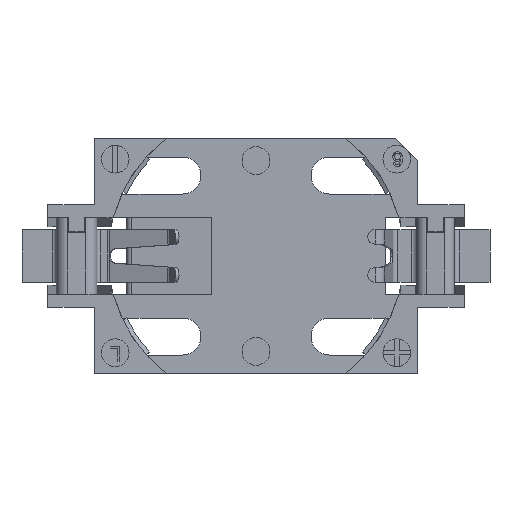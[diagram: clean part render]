
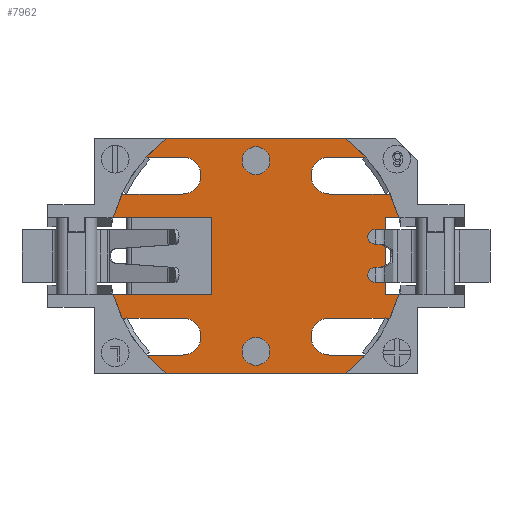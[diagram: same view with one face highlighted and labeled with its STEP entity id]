
A CAD part, top view. The second image highlights one B-rep face of the part: STEP entity #7962.
In plain terms, the highlighted planar face has unit normal (0, 0, 1).
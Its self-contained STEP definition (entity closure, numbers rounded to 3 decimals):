
#136=CIRCLE('',#8189,0.95);
#138=CIRCLE('',#8193,0.95);
#168=CIRCLE('',#8293,1.263);
#169=CIRCLE('',#8297,1.263);
#172=CIRCLE('',#8303,1.263);
#173=CIRCLE('',#8307,1.263);
#183=CIRCLE('',#8342,10.075);
#184=CIRCLE('',#8343,10.075);
#185=CIRCLE('',#8344,10.075);
#186=CIRCLE('',#8345,10.075);
#187=CIRCLE('',#8346,10.075);
#188=CIRCLE('',#8347,10.075);
#189=CIRCLE('',#8348,10.075);
#190=CIRCLE('',#8349,10.075);
#935=ORIENTED_EDGE('',*,*,#2126,.F.);
#936=ORIENTED_EDGE('',*,*,#2300,.T.);
#937=ORIENTED_EDGE('',*,*,#2440,.F.);
#938=ORIENTED_EDGE('',*,*,#2344,.T.);
#939=ORIENTED_EDGE('',*,*,#2341,.T.);
#940=ORIENTED_EDGE('',*,*,#2338,.T.);
#941=ORIENTED_EDGE('',*,*,#2441,.F.);
#942=ORIENTED_EDGE('',*,*,#2429,.F.);
#943=ORIENTED_EDGE('',*,*,#2442,.F.);
#944=ORIENTED_EDGE('',*,*,#2345,.F.);
#945=ORIENTED_EDGE('',*,*,#2349,.T.);
#946=ORIENTED_EDGE('',*,*,#2352,.F.);
#947=ORIENTED_EDGE('',*,*,#2443,.F.);
#948=ORIENTED_EDGE('',*,*,#2375,.F.);
#949=ORIENTED_EDGE('',*,*,#2379,.F.);
#950=ORIENTED_EDGE('',*,*,#2382,.F.);
#951=ORIENTED_EDGE('',*,*,#2444,.F.);
#952=ORIENTED_EDGE('',*,*,#2364,.T.);
#953=ORIENTED_EDGE('',*,*,#2361,.T.);
#954=ORIENTED_EDGE('',*,*,#2358,.T.);
#955=ORIENTED_EDGE('',*,*,#2445,.F.);
#956=ORIENTED_EDGE('',*,*,#2407,.F.);
#957=ORIENTED_EDGE('',*,*,#2446,.F.);
#958=ORIENTED_EDGE('',*,*,#2365,.F.);
#959=ORIENTED_EDGE('',*,*,#2369,.T.);
#960=ORIENTED_EDGE('',*,*,#2372,.F.);
#961=ORIENTED_EDGE('',*,*,#2447,.F.);
#962=ORIENTED_EDGE('',*,*,#2307,.T.);
#963=ORIENTED_EDGE('',*,*,#2118,.T.);
#964=ORIENTED_EDGE('',*,*,#2116,.T.);
#2116=EDGE_CURVE('',#2942,#2942,#136,.T.);
#2118=EDGE_CURVE('',#2944,#2944,#138,.T.);
#2126=EDGE_CURVE('',#2952,#2950,#3480,.T.);
#2300=EDGE_CURVE('',#2952,#3073,#3632,.T.);
#2307=EDGE_CURVE('',#3076,#2950,#3639,.T.);
#2338=EDGE_CURVE('',#3100,#3103,#3666,.T.);
#2341=EDGE_CURVE('',#3104,#3100,#168,.T.);
#2344=EDGE_CURVE('',#3106,#3104,#3670,.T.);
#2345=EDGE_CURVE('',#3108,#3109,#3671,.T.);
#2349=EDGE_CURVE('',#3108,#3112,#169,.T.);
#2352=EDGE_CURVE('',#3114,#3112,#3676,.T.);
#2358=EDGE_CURVE('',#3116,#3119,#3682,.T.);
#2361=EDGE_CURVE('',#3120,#3116,#172,.T.);
#2364=EDGE_CURVE('',#3122,#3120,#3686,.T.);
#2365=EDGE_CURVE('',#3124,#3125,#3687,.T.);
#2369=EDGE_CURVE('',#3124,#3128,#173,.T.);
#2372=EDGE_CURVE('',#3130,#3128,#3692,.T.);
#2375=EDGE_CURVE('',#3132,#3133,#3695,.T.);
#2379=EDGE_CURVE('',#3136,#3132,#3699,.T.);
#2382=EDGE_CURVE('',#3138,#3136,#3702,.T.);
#2407=EDGE_CURVE('',#3159,#3160,#3719,.T.);
#2429=EDGE_CURVE('',#3174,#3175,#3741,.T.);
#2440=EDGE_CURVE('',#3106,#3073,#183,.T.);
#2441=EDGE_CURVE('',#3175,#3103,#184,.T.);
#2442=EDGE_CURVE('',#3109,#3174,#185,.T.);
#2443=EDGE_CURVE('',#3133,#3114,#186,.T.);
#2444=EDGE_CURVE('',#3122,#3138,#187,.T.);
#2445=EDGE_CURVE('',#3160,#3119,#188,.T.);
#2446=EDGE_CURVE('',#3125,#3159,#189,.T.);
#2447=EDGE_CURVE('',#3076,#3130,#190,.T.);
#2942=VERTEX_POINT('',#10663);
#2944=VERTEX_POINT('',#10669);
#2950=VERTEX_POINT('',#10682);
#2952=VERTEX_POINT('',#10686);
#3073=VERTEX_POINT('',#11043);
#3076=VERTEX_POINT('',#11051);
#3100=VERTEX_POINT('',#11111);
#3103=VERTEX_POINT('',#11116);
#3104=VERTEX_POINT('',#11120);
#3106=VERTEX_POINT('',#11126);
#3108=VERTEX_POINT('',#11132);
#3109=VERTEX_POINT('',#11133);
#3112=VERTEX_POINT('',#11141);
#3114=VERTEX_POINT('',#11147);
#3116=VERTEX_POINT('',#11153);
#3119=VERTEX_POINT('',#11158);
#3120=VERTEX_POINT('',#11162);
#3122=VERTEX_POINT('',#11168);
#3124=VERTEX_POINT('',#11174);
#3125=VERTEX_POINT('',#11175);
#3128=VERTEX_POINT('',#11183);
#3130=VERTEX_POINT('',#11189);
#3132=VERTEX_POINT('',#11195);
#3133=VERTEX_POINT('',#11196);
#3136=VERTEX_POINT('',#11204);
#3138=VERTEX_POINT('',#11210);
#3159=VERTEX_POINT('',#11267);
#3160=VERTEX_POINT('',#11269);
#3174=VERTEX_POINT('',#11310);
#3175=VERTEX_POINT('',#11312);
#3480=LINE('',#10687,#4148);
#3632=LINE('',#11042,#4300);
#3639=LINE('',#11056,#4307);
#3666=LINE('',#11117,#4334);
#3670=LINE('',#11129,#4338);
#3671=LINE('',#11131,#4339);
#3676=LINE('',#11146,#4344);
#3682=LINE('',#11159,#4350);
#3686=LINE('',#11171,#4354);
#3687=LINE('',#11173,#4355);
#3692=LINE('',#11188,#4360);
#3695=LINE('',#11194,#4363);
#3699=LINE('',#11203,#4367);
#3702=LINE('',#11209,#4370);
#3719=LINE('',#11268,#4387);
#3741=LINE('',#11311,#4409);
#4148=VECTOR('',#8851,1000.);
#4300=VECTOR('',#9169,1000.);
#4307=VECTOR('',#9178,1000.);
#4334=VECTOR('',#9223,1000.);
#4338=VECTOR('',#9235,1000.);
#4339=VECTOR('',#9238,1000.);
#4344=VECTOR('',#9251,1000.);
#4350=VECTOR('',#9259,1000.);
#4354=VECTOR('',#9271,1000.);
#4355=VECTOR('',#9274,1000.);
#4360=VECTOR('',#9287,1000.);
#4363=VECTOR('',#9292,1000.);
#4367=VECTOR('',#9298,1000.);
#4370=VECTOR('',#9303,1000.);
#4387=VECTOR('',#9360,1000.);
#4409=VECTOR('',#9394,1000.);
#4831=EDGE_LOOP('',(#935,#936,#937,#938,#939,#940,#941,#942,#943,#944,#945,
#946,#947,#948,#949,#950,#951,#952,#953,#954,#955,#956,#957,#958,#959,#960,
#961,#962));
#4832=EDGE_LOOP('',(#963));
#4833=EDGE_LOOP('',(#964));
#5182=FACE_BOUND('',#4831,.T.);
#5183=FACE_BOUND('',#4832,.T.);
#5184=FACE_BOUND('',#4833,.T.);
#5500=PLANE('',#8341);
#7962=ADVANCED_FACE('',(#5182,#5183,#5184),#5500,.F.);
#8189=AXIS2_PLACEMENT_3D('',#10662,#8828,#8829);
#8193=AXIS2_PLACEMENT_3D('',#10668,#8836,#8837);
#8293=AXIS2_PLACEMENT_3D('',#11123,#9229,#9230);
#8297=AXIS2_PLACEMENT_3D('',#11140,#9244,#9245);
#8303=AXIS2_PLACEMENT_3D('',#11165,#9265,#9266);
#8307=AXIS2_PLACEMENT_3D('',#11182,#9280,#9281);
#8341=AXIS2_PLACEMENT_3D('',#11332,#9409,#9410);
#8342=AXIS2_PLACEMENT_3D('',#11333,#9411,#9412);
#8343=AXIS2_PLACEMENT_3D('',#11334,#9413,#9414);
#8344=AXIS2_PLACEMENT_3D('',#11335,#9415,#9416);
#8345=AXIS2_PLACEMENT_3D('',#11336,#9417,#9418);
#8346=AXIS2_PLACEMENT_3D('',#11337,#9419,#9420);
#8347=AXIS2_PLACEMENT_3D('',#11338,#9421,#9422);
#8348=AXIS2_PLACEMENT_3D('',#11339,#9423,#9424);
#8349=AXIS2_PLACEMENT_3D('',#11340,#9425,#9426);
#8828=DIRECTION('',(0.,0.,-1.));
#8829=DIRECTION('',(0.,1.,0.));
#8836=DIRECTION('',(0.,0.,-1.));
#8837=DIRECTION('',(0.,1.,0.));
#8851=DIRECTION('',(0.,1.,0.));
#9169=DIRECTION('',(-1.,0.,0.));
#9178=DIRECTION('',(1.,0.,0.));
#9223=DIRECTION('',(-1.,0.,0.));
#9229=DIRECTION('',(0.,0.,-1.));
#9230=DIRECTION('',(-1.,0.,0.));
#9235=DIRECTION('',(1.,0.,0.));
#9238=DIRECTION('',(1.,0.,0.));
#9244=DIRECTION('',(0.,0.,-1.));
#9245=DIRECTION('',(-1.,0.,0.));
#9251=DIRECTION('',(-1.,0.,0.));
#9259=DIRECTION('',(1.,0.,0.));
#9265=DIRECTION('',(0.,0.,-1.));
#9266=DIRECTION('',(-1.,0.,0.));
#9271=DIRECTION('',(-1.,0.,0.));
#9274=DIRECTION('',(-1.,0.,0.));
#9280=DIRECTION('',(0.,0.,-1.));
#9281=DIRECTION('',(-1.,0.,0.));
#9287=DIRECTION('',(1.,0.,0.));
#9292=DIRECTION('',(1.,0.,0.));
#9298=DIRECTION('',(0.,-1.,0.));
#9303=DIRECTION('',(-1.,0.,0.));
#9360=DIRECTION('',(1.,0.,0.));
#9394=DIRECTION('',(-1.,0.,0.));
#9409=DIRECTION('',(0.,0.,-1.));
#9410=DIRECTION('',(-1.,0.,0.));
#9411=DIRECTION('',(0.,0.,-1.));
#9412=DIRECTION('',(1.,0.,0.));
#9413=DIRECTION('',(0.,0.,-1.));
#9414=DIRECTION('',(1.,0.,0.));
#9415=DIRECTION('',(0.,0.,-1.));
#9416=DIRECTION('',(1.,0.,0.));
#9417=DIRECTION('',(0.,0.,-1.));
#9418=DIRECTION('',(1.,0.,0.));
#9419=DIRECTION('',(0.,0.,-1.));
#9420=DIRECTION('',(1.,0.,0.));
#9421=DIRECTION('',(0.,0.,-1.));
#9422=DIRECTION('',(1.,0.,0.));
#9423=DIRECTION('',(0.,0.,-1.));
#9424=DIRECTION('',(1.,0.,0.));
#9425=DIRECTION('',(0.,0.,-1.));
#9426=DIRECTION('',(1.,0.,0.));
#10662=CARTESIAN_POINT('',(0.,6.5,1.45));
#10663=CARTESIAN_POINT('',(0.,7.45,1.45));
#10668=CARTESIAN_POINT('',(0.,-6.5,1.45));
#10669=CARTESIAN_POINT('',(0.,-5.55,1.45));
#10682=CARTESIAN_POINT('',(-3.,2.6,1.45));
#10686=CARTESIAN_POINT('',(-3.,-2.6,1.45));
#10687=CARTESIAN_POINT('',(-3.,-2.6,1.45));
#11042=CARTESIAN_POINT('',(0.,-2.6,1.45));
#11043=CARTESIAN_POINT('',(-9.734,-2.6,1.45));
#11051=CARTESIAN_POINT('',(-9.734,2.6,1.45));
#11056=CARTESIAN_POINT('',(0.,2.6,1.45));
#11111=CARTESIAN_POINT('',(-5.013,-6.75,1.45));
#11116=CARTESIAN_POINT('',(-7.48,-6.75,1.45));
#11117=CARTESIAN_POINT('',(0.,-6.75,1.45));
#11120=CARTESIAN_POINT('',(-5.013,-4.225,1.45));
#11123=CARTESIAN_POINT('',(-5.013,-5.488,1.45));
#11126=CARTESIAN_POINT('',(-9.146,-4.225,1.45));
#11129=CARTESIAN_POINT('',(0.,-4.225,1.45));
#11131=CARTESIAN_POINT('',(0.,-6.75,1.45));
#11132=CARTESIAN_POINT('',(5.013,-6.75,1.45));
#11133=CARTESIAN_POINT('',(7.48,-6.75,1.45));
#11140=CARTESIAN_POINT('',(5.013,-5.488,1.45));
#11141=CARTESIAN_POINT('',(5.013,-4.225,1.45));
#11146=CARTESIAN_POINT('',(0.,-4.225,1.45));
#11147=CARTESIAN_POINT('',(9.146,-4.225,1.45));
#11153=CARTESIAN_POINT('',(5.013,6.75,1.45));
#11158=CARTESIAN_POINT('',(7.48,6.75,1.45));
#11159=CARTESIAN_POINT('',(0.,6.75,1.45));
#11162=CARTESIAN_POINT('',(5.013,4.225,1.45));
#11165=CARTESIAN_POINT('',(5.013,5.488,1.45));
#11168=CARTESIAN_POINT('',(9.146,4.225,1.45));
#11171=CARTESIAN_POINT('',(0.,4.225,1.45));
#11173=CARTESIAN_POINT('',(0.,6.75,1.45));
#11174=CARTESIAN_POINT('',(-5.013,6.75,1.45));
#11175=CARTESIAN_POINT('',(-7.48,6.75,1.45));
#11182=CARTESIAN_POINT('',(-5.013,5.488,1.45));
#11183=CARTESIAN_POINT('',(-5.013,4.225,1.45));
#11188=CARTESIAN_POINT('',(0.,4.225,1.45));
#11189=CARTESIAN_POINT('',(-9.146,4.225,1.45));
#11194=CARTESIAN_POINT('',(0.,-2.6,1.45));
#11195=CARTESIAN_POINT('',(8.8,-2.6,1.45));
#11196=CARTESIAN_POINT('',(9.734,-2.6,1.45));
#11203=CARTESIAN_POINT('',(8.8,0.,1.45));
#11204=CARTESIAN_POINT('',(8.8,2.6,1.45));
#11209=CARTESIAN_POINT('',(0.,2.6,1.45));
#11210=CARTESIAN_POINT('',(9.734,2.6,1.45));
#11267=CARTESIAN_POINT('',(-6.124,8.,1.45));
#11268=CARTESIAN_POINT('',(11.,8.,1.45));
#11269=CARTESIAN_POINT('',(6.124,8.,1.45));
#11310=CARTESIAN_POINT('',(6.124,-8.,1.45));
#11311=CARTESIAN_POINT('',(-11.,-8.,1.45));
#11312=CARTESIAN_POINT('',(-6.124,-8.,1.45));
#11332=CARTESIAN_POINT('',(0.,0.,1.45));
#11333=CARTESIAN_POINT('',(0.,0.,1.45));
#11334=CARTESIAN_POINT('',(0.,0.,1.45));
#11335=CARTESIAN_POINT('',(0.,0.,1.45));
#11336=CARTESIAN_POINT('',(0.,0.,1.45));
#11337=CARTESIAN_POINT('',(0.,0.,1.45));
#11338=CARTESIAN_POINT('',(0.,0.,1.45));
#11339=CARTESIAN_POINT('',(0.,0.,1.45));
#11340=CARTESIAN_POINT('',(0.,0.,1.45));
